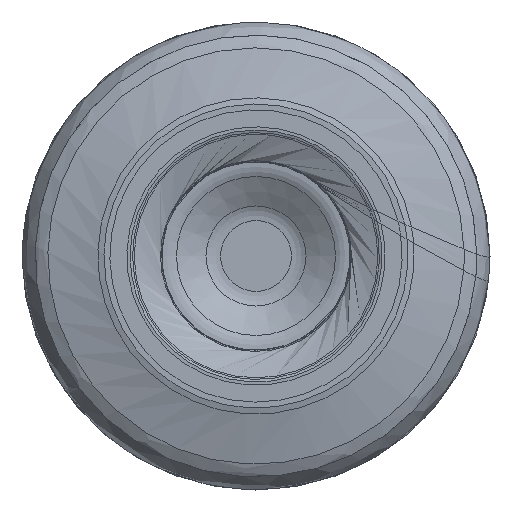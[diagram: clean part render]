
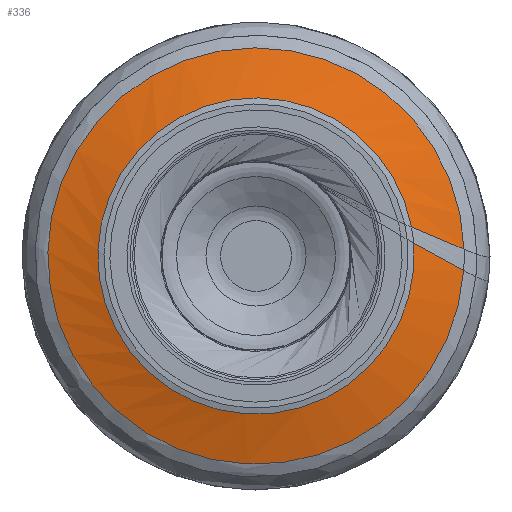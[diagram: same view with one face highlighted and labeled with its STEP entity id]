
A CAD part, left-side view. The second image highlights one B-rep face of the part: STEP entity #336.
In plain terms, the highlighted free-form (B-spline) face has degree [1, 3] with [2, 7] control points.
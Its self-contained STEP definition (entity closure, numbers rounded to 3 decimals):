
#79=(
BOUNDED_SURFACE()
B_SPLINE_SURFACE(1,3,((#2267,#2268,#2269,#2270,#2271,#2272,#2273),(#2274,
#2275,#2276,#2277,#2278,#2279,#2280)),.UNSPECIFIED.,.F.,.F.,.F.)
B_SPLINE_SURFACE_WITH_KNOTS((2,2),(4,3,4),(0.,1.),(0.,0.5,1.),
 .UNSPECIFIED.)
GEOMETRIC_REPRESENTATION_ITEM()
RATIONAL_B_SPLINE_SURFACE(((1.,0.35,0.35,1.,0.35,
0.35,1.),(1.,0.35,0.35,1.,0.35,
0.35,1.)))
REPRESENTATION_ITEM('')
SURFACE()
);
#116=LINE('',#1765,#172);
#117=LINE('',#1766,#173);
#172=VECTOR('',#1398,1.);
#173=VECTOR('',#1399,1.);
#336=ADVANCED_FACE('',(#409),#79,.F.);
#409=FACE_OUTER_BOUND('',#509,.T.);
#509=EDGE_LOOP('',(#738,#739,#740,#741));
#738=ORIENTED_EDGE('',*,*,#969,.F.);
#739=ORIENTED_EDGE('',*,*,#1050,.F.);
#740=ORIENTED_EDGE('',*,*,#970,.F.);
#741=ORIENTED_EDGE('',*,*,#1049,.T.);
#872=VERTEX_POINT('',#1750);
#873=VERTEX_POINT('',#1751);
#874=VERTEX_POINT('',#1763);
#875=VERTEX_POINT('',#1764);
#969=EDGE_CURVE('',#874,#872,#116,.T.);
#970=EDGE_CURVE('',#873,#875,#117,.T.);
#1049=EDGE_CURVE('',#873,#872,#1145,.T.);
#1050=EDGE_CURVE('',#875,#874,#1146,.T.);
#1145=CIRCLE('',#1259,5.406);
#1146=CIRCLE('',#1260,7.117);
#1259=AXIS2_PLACEMENT_3D('',#2251,#1518,#1519);
#1260=AXIS2_PLACEMENT_3D('',#2266,#1520,#1521);
#1398=DIRECTION('',(-0.239,0.894,0.378));
#1399=DIRECTION('',(0.239,-0.851,-0.467));
#1518=DIRECTION('',(1.,0.,0.));
#1519=DIRECTION('',(0.,-0.997,0.083));
#1520=DIRECTION('',(1.,0.,0.));
#1521=DIRECTION('',(0.,-0.998,-0.069));
#1750=CARTESIAN_POINT('',(0.094,-5.314,0.992));
#1751=CARTESIAN_POINT('',(0.094,-5.388,0.446));
#1763=CARTESIAN_POINT('',(0.575,-7.113,0.232));
#1764=CARTESIAN_POINT('',(0.575,-7.1,-0.493));
#1765=CARTESIAN_POINT('',(0.094,-5.314,0.992));
#1766=CARTESIAN_POINT('',(0.094,-5.388,0.446));
#2251=CARTESIAN_POINT('',(0.094,0.,0.));
#2266=CARTESIAN_POINT('',(0.575,0.,0.));
#2267=CARTESIAN_POINT('',(0.094,-5.388,0.446));
#2268=CARTESIAN_POINT('',(0.094,-6.236,-9.804));
#2269=CARTESIAN_POINT('',(0.094,3.989,-10.913));
#2270=CARTESIAN_POINT('',(0.094,5.358,-0.72));
#2271=CARTESIAN_POINT('',(0.094,6.727,9.474));
#2272=CARTESIAN_POINT('',(0.094,-3.428,11.102));
#2273=CARTESIAN_POINT('',(0.094,-5.314,0.992));
#2274=CARTESIAN_POINT('',(0.575,-7.1,-0.493));
#2275=CARTESIAN_POINT('',(0.575,-6.162,-14.));
#2276=CARTESIAN_POINT('',(0.575,7.365,-13.407));
#2277=CARTESIAN_POINT('',(0.575,7.116,0.131));
#2278=CARTESIAN_POINT('',(0.575,6.867,13.668));
#2279=CARTESIAN_POINT('',(0.575,-6.672,13.764));
#2280=CARTESIAN_POINT('',(0.575,-7.113,0.232));
